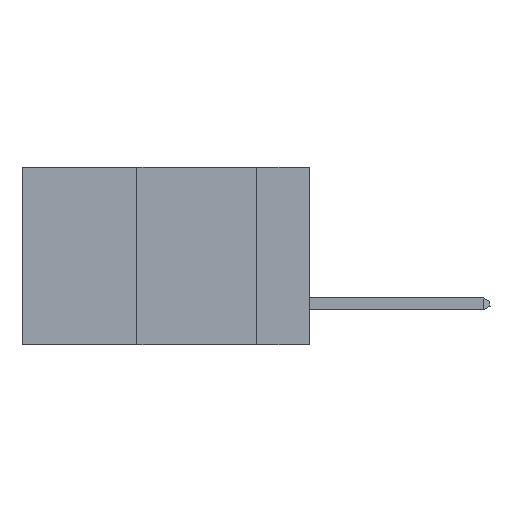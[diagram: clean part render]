
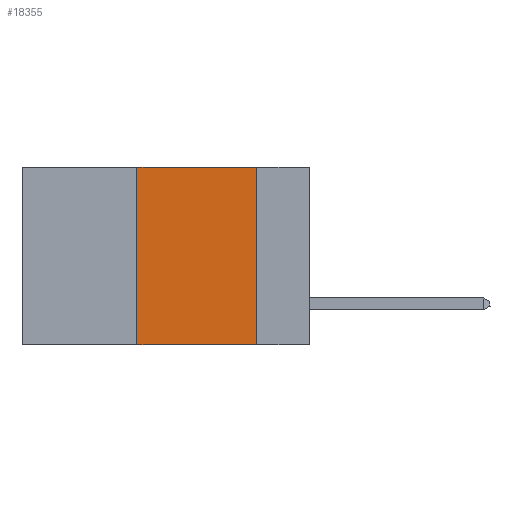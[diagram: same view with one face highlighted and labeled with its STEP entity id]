
A CAD part, left-side view. The second image highlights one B-rep face of the part: STEP entity #18355.
In plain terms, the highlighted planar face has unit normal (-1, 0, 0).
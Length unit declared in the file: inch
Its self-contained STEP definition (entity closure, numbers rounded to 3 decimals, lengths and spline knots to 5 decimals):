
#76 = PLANE ( 'NONE',  #20011 ) ;
#1904 = DIRECTION ( 'NONE',  ( 1., 0., 0. ) ) ;
#1932 = VECTOR ( 'NONE', #16877, 39.37008 ) ;
#2141 = CARTESIAN_POINT ( 'NONE',  ( 0., 0.36, 0. ) ) ;
#2223 = ORIENTED_EDGE ( 'NONE', *, *, #19633, .F. ) ;
#3776 = CARTESIAN_POINT ( 'NONE',  ( 0., 0.6, -0.37 ) ) ;
#3811 = CARTESIAN_POINT ( 'NONE',  ( 0., 0.6, 0. ) ) ;
#3989 = CARTESIAN_POINT ( 'NONE',  ( 0., 0.11, 0. ) ) ;
#4995 = EDGE_CURVE ( 'NONE', #10760, #6677, #22377, .T. ) ;
#6600 = EDGE_CURVE ( 'NONE', #6677, #13162, #9378, .T. ) ;
#6674 = CARTESIAN_POINT ( 'NONE',  ( 0., 0.11, 0. ) ) ;
#6677 = VERTEX_POINT ( 'NONE', #22574 ) ;
#8845 = EDGE_CURVE ( 'NONE', #10760, #16210, #10441, .T. ) ;
#9378 = LINE ( 'NONE', #3811, #18276 ) ;
#10441 = LINE ( 'NONE', #3776, #14744 ) ;
#10749 = CARTESIAN_POINT ( 'NONE',  ( 0., 0.36, -0.37 ) ) ;
#10760 = VERTEX_POINT ( 'NONE', #10749 ) ;
#11402 = DIRECTION ( 'NONE',  ( 0., 0., 1. ) ) ;
#12000 = ORIENTED_EDGE ( 'NONE', *, *, #8845, .T. ) ;
#12003 = VECTOR ( 'NONE', #11402, 39.37008 ) ;
#13162 = VERTEX_POINT ( 'NONE', #6674 ) ;
#14744 = VECTOR ( 'NONE', #16748, 39.37008 ) ;
#16210 = VERTEX_POINT ( 'NONE', #19998 ) ;
#16553 = LINE ( 'NONE', #3989, #1932 ) ;
#16748 = DIRECTION ( 'NONE',  ( 0., -1., 0. ) ) ;
#16849 = DIRECTION ( 'NONE',  ( 0., -1., 0. ) ) ;
#16877 = DIRECTION ( 'NONE',  ( 0., 0., -1. ) ) ;
#17829 = ORIENTED_EDGE ( 'NONE', *, *, #4995, .F. ) ;
#18276 = VECTOR ( 'NONE', #16849, 39.37008 ) ;
#18328 = FACE_OUTER_BOUND ( 'NONE', #18629, .T. ) ;
#18355 = ADVANCED_FACE ( 'NONE', ( #18328 ), #76, .F. ) ;
#18470 = DIRECTION ( 'NONE',  ( 0., 0., -1. ) ) ;
#18629 = EDGE_LOOP ( 'NONE', ( #2223, #20092, #17829, #12000 ) ) ;
#19633 = EDGE_CURVE ( 'NONE', #13162, #16210, #16553, .T. ) ;
#19998 = CARTESIAN_POINT ( 'NONE',  ( 0., 0.11, -0.37 ) ) ;
#20011 = AXIS2_PLACEMENT_3D ( 'NONE', #21906, #1904, #18470 ) ;
#20092 = ORIENTED_EDGE ( 'NONE', *, *, #6600, .F. ) ;
#21906 = CARTESIAN_POINT ( 'NONE',  ( 0., 0.6, 0. ) ) ;
#22377 = LINE ( 'NONE', #2141, #12003 ) ;
#22574 = CARTESIAN_POINT ( 'NONE',  ( 0., 0.36, 0. ) ) ;
